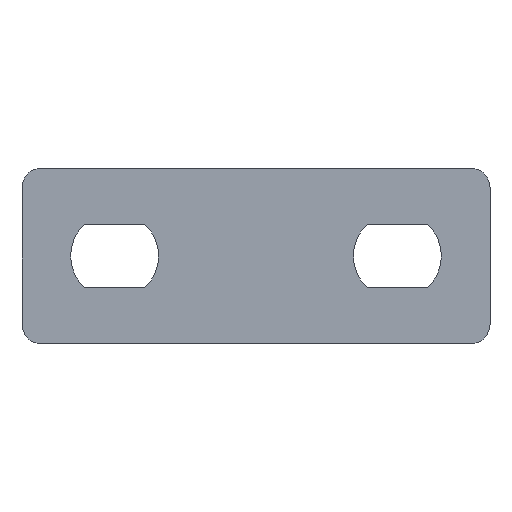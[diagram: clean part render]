
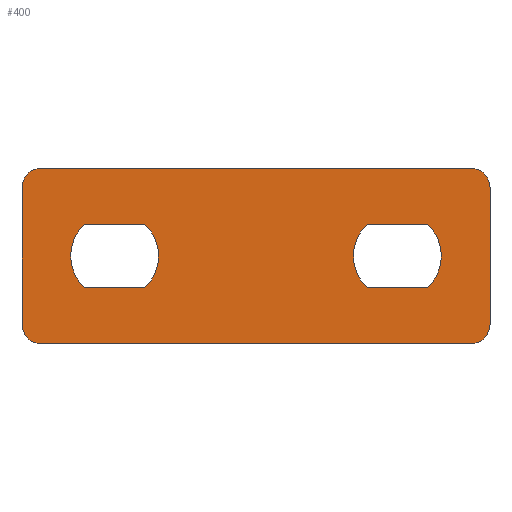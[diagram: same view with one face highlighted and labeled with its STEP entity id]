
A CAD part, top view. The second image highlights one B-rep face of the part: STEP entity #400.
In plain terms, the highlighted planar face has unit normal (0, 0, 1).
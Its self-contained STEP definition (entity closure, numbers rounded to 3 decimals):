
#4 = CIRCLE ( 'NONE', #300, 4.5 ) ;
#27 = FACE_OUTER_BOUND ( 'NONE', #189, .T. ) ;
#31 = VECTOR ( 'NONE', #637, 1000. ) ;
#34 = LINE ( 'NONE', #489, #92 ) ;
#36 = CIRCLE ( 'NONE', #302, 4.5 ) ;
#39 = LINE ( 'NONE', #590, #46 ) ;
#40 = LINE ( 'NONE', #573, #90 ) ;
#46 = VECTOR ( 'NONE', #589, 1000. ) ;
#47 = CIRCLE ( 'NONE', #307, 2. ) ;
#51 = VECTOR ( 'NONE', #615, 1000. ) ;
#53 = LINE ( 'NONE', #617, #51 ) ;
#63 = FACE_BOUND ( 'NONE', #186, .T. ) ;
#70 = LINE ( 'NONE', #625, #31 ) ;
#76 = VECTOR ( 'NONE', #577, 1000. ) ;
#78 = VECTOR ( 'NONE', #547, 1000. ) ;
#84 = LINE ( 'NONE', #578, #78 ) ;
#86 = VECTOR ( 'NONE', #568, 1000. ) ;
#88 = LINE ( 'NONE', #582, #76 ) ;
#89 = LINE ( 'NONE', #570, #86 ) ;
#90 = VECTOR ( 'NONE', #572, 1000. ) ;
#92 = VECTOR ( 'NONE', #638, 1000. ) ;
#93 = CIRCLE ( 'NONE', #304, 4.5 ) ;
#94 = CIRCLE ( 'NONE', #306, 2. ) ;
#99 = CIRCLE ( 'NONE', #308, 2. ) ;
#117 = CIRCLE ( 'NONE', #303, 4.5 ) ;
#124 = FACE_BOUND ( 'NONE', #157, .T. ) ;
#125 = VERTEX_POINT ( 'NONE', #502 ) ;
#127 = ORIENTED_EDGE ( 'NONE', *, *, #324, .T. ) ;
#128 = VERTEX_POINT ( 'NONE', #468 ) ;
#132 = VERTEX_POINT ( 'NONE', #454 ) ;
#135 = VERTEX_POINT ( 'NONE', #458 ) ;
#140 = ORIENTED_EDGE ( 'NONE', *, *, #359, .T. ) ;
#143 = ORIENTED_EDGE ( 'NONE', *, *, #360, .F. ) ;
#151 = ORIENTED_EDGE ( 'NONE', *, *, #335, .T. ) ;
#157 = EDGE_LOOP ( 'NONE', ( #182, #185, #140, #242 ) ) ;
#164 = ORIENTED_EDGE ( 'NONE', *, *, #354, .F. ) ;
#182 = ORIENTED_EDGE ( 'NONE', *, *, #356, .F. ) ;
#185 = ORIENTED_EDGE ( 'NONE', *, *, #358, .F. ) ;
#186 = EDGE_LOOP ( 'NONE', ( #164, #265, #143, #249 ) ) ;
#189 = EDGE_LOOP ( 'NONE', ( #127, #646, #645, #151, #649, #650, #653, #268 ) ) ;
#197 = VERTEX_POINT ( 'NONE', #414 ) ;
#199 = VERTEX_POINT ( 'NONE', #485 ) ;
#207 = VERTEX_POINT ( 'NONE', #453 ) ;
#213 = CIRCLE ( 'NONE', #311, 2. ) ;
#223 = VERTEX_POINT ( 'NONE', #410 ) ;
#225 = VERTEX_POINT ( 'NONE', #412 ) ;
#239 = VERTEX_POINT ( 'NONE', #423 ) ;
#242 = ORIENTED_EDGE ( 'NONE', *, *, #357, .F. ) ;
#249 = ORIENTED_EDGE ( 'NONE', *, *, #362, .F. ) ;
#251 = VERTEX_POINT ( 'NONE', #437 ) ;
#253 = VERTEX_POINT ( 'NONE', #422 ) ;
#255 = VERTEX_POINT ( 'NONE', #424 ) ;
#259 = VERTEX_POINT ( 'NONE', #450 ) ;
#260 = VERTEX_POINT ( 'NONE', #418 ) ;
#265 = ORIENTED_EDGE ( 'NONE', *, *, #361, .T. ) ;
#268 = ORIENTED_EDGE ( 'NONE', *, *, #332, .T. ) ;
#278 = VERTEX_POINT ( 'NONE', #415 ) ;
#300 = AXIS2_PLACEMENT_3D ( 'NONE', #555, #487, #430 ) ;
#302 = AXIS2_PLACEMENT_3D ( 'NONE', #560, #558, #556 ) ;
#303 = AXIS2_PLACEMENT_3D ( 'NONE', #566, #553, #576 ) ;
#304 = AXIS2_PLACEMENT_3D ( 'NONE', #425, #586, #581 ) ;
#305 = AXIS2_PLACEMENT_3D ( 'NONE', #462, #467, #439 ) ;
#306 = AXIS2_PLACEMENT_3D ( 'NONE', #417, #630, #621 ) ;
#307 = AXIS2_PLACEMENT_3D ( 'NONE', #432, #431, #616 ) ;
#308 = AXIS2_PLACEMENT_3D ( 'NONE', #614, #600, #613 ) ;
#311 = AXIS2_PLACEMENT_3D ( 'NONE', #492, #491, #490 ) ;
#322 = EDGE_CURVE ( 'NONE', #259, #225, #213, .T. ) ;
#324 = EDGE_CURVE ( 'NONE', #239, #259, #34, .T. ) ;
#330 = EDGE_CURVE ( 'NONE', #128, #251, #94, .T. ) ;
#331 = EDGE_CURVE ( 'NONE', #125, #128, #70, .T. ) ;
#332 = EDGE_CURVE ( 'NONE', #207, #239, #47, .T. ) ;
#335 = EDGE_CURVE ( 'NONE', #132, #125, #99, .T. ) ;
#338 = EDGE_CURVE ( 'NONE', #251, #207, #53, .T. ) ;
#354 = EDGE_CURVE ( 'NONE', #199, #135, #36, .T. ) ;
#355 = EDGE_CURVE ( 'NONE', #225, #132, #39, .T. ) ;
#356 = EDGE_CURVE ( 'NONE', #278, #197, #40, .T. ) ;
#357 = EDGE_CURVE ( 'NONE', #197, #255, #117, .T. ) ;
#358 = EDGE_CURVE ( 'NONE', #260, #278, #93, .T. ) ;
#359 = EDGE_CURVE ( 'NONE', #260, #255, #89, .T. ) ;
#360 = EDGE_CURVE ( 'NONE', #223, #253, #4, .T. ) ;
#361 = EDGE_CURVE ( 'NONE', #199, #253, #88, .T. ) ;
#362 = EDGE_CURVE ( 'NONE', #135, #223, #84, .T. ) ;
#400 = ADVANCED_FACE ( 'NONE', ( #27, #124, #63 ), #461, .T. ) ;
#410 = CARTESIAN_POINT ( 'NONE',  ( 11.388, 3.25, 1. ) ) ;
#412 = CARTESIAN_POINT ( 'NONE',  ( -22., -9., 1. ) ) ;
#414 = CARTESIAN_POINT ( 'NONE',  ( -11.388, -3.25, 1. ) ) ;
#415 = CARTESIAN_POINT ( 'NONE',  ( -17.612, -3.25, 1. ) ) ;
#417 = CARTESIAN_POINT ( 'NONE',  ( 22., 7., 1. ) ) ;
#418 = CARTESIAN_POINT ( 'NONE',  ( -17.612, 3.25, 1. ) ) ;
#422 = CARTESIAN_POINT ( 'NONE',  ( 11.388, -3.25, 1. ) ) ;
#423 = CARTESIAN_POINT ( 'NONE',  ( -24., 7., 1. ) ) ;
#424 = CARTESIAN_POINT ( 'NONE',  ( -11.388, 3.25, 1. ) ) ;
#425 = CARTESIAN_POINT ( 'NONE',  ( -14.5, 0., 1. ) ) ;
#430 = DIRECTION ( 'NONE',  ( 1., 0., 0. ) ) ;
#431 = DIRECTION ( 'NONE',  ( 0., 0., 1. ) ) ;
#432 = CARTESIAN_POINT ( 'NONE',  ( -22., 7., 1. ) ) ;
#437 = CARTESIAN_POINT ( 'NONE',  ( 22., 9., 1. ) ) ;
#439 = DIRECTION ( 'NONE',  ( 1., 0., 0. ) ) ;
#450 = CARTESIAN_POINT ( 'NONE',  ( -24., -7., 1. ) ) ;
#453 = CARTESIAN_POINT ( 'NONE',  ( -22., 9., 1. ) ) ;
#454 = CARTESIAN_POINT ( 'NONE',  ( 22., -9., 1. ) ) ;
#458 = CARTESIAN_POINT ( 'NONE',  ( 17.612, 3.25, 1. ) ) ;
#461 = PLANE ( 'NONE',  #305 ) ;
#462 = CARTESIAN_POINT ( 'NONE',  ( -24., -9., 1. ) ) ;
#467 = DIRECTION ( 'NONE',  ( 0., 0., 1. ) ) ;
#468 = CARTESIAN_POINT ( 'NONE',  ( 24., 7., 1. ) ) ;
#485 = CARTESIAN_POINT ( 'NONE',  ( 17.612, -3.25, 1. ) ) ;
#487 = DIRECTION ( 'NONE',  ( 0., 0., 1. ) ) ;
#489 = CARTESIAN_POINT ( 'NONE',  ( -24., 9., 1. ) ) ;
#490 = DIRECTION ( 'NONE',  ( 1., 0., 0. ) ) ;
#491 = DIRECTION ( 'NONE',  ( 0., 0., 1. ) ) ;
#492 = CARTESIAN_POINT ( 'NONE',  ( -22., -7., 1. ) ) ;
#502 = CARTESIAN_POINT ( 'NONE',  ( 24., -7., 1. ) ) ;
#547 = DIRECTION ( 'NONE',  ( -1., 0., 0. ) ) ;
#553 = DIRECTION ( 'NONE',  ( 0., 0., 1. ) ) ;
#555 = CARTESIAN_POINT ( 'NONE',  ( 14.5, 0., 1. ) ) ;
#556 = DIRECTION ( 'NONE',  ( 1., 0., 0. ) ) ;
#558 = DIRECTION ( 'NONE',  ( 0., 0., 1. ) ) ;
#560 = CARTESIAN_POINT ( 'NONE',  ( 14.5, 0., 1. ) ) ;
#566 = CARTESIAN_POINT ( 'NONE',  ( -14.5, 0., 1. ) ) ;
#568 = DIRECTION ( 'NONE',  ( 1., 0., 0. ) ) ;
#570 = CARTESIAN_POINT ( 'NONE',  ( 0., 3.25, 1. ) ) ;
#572 = DIRECTION ( 'NONE',  ( 1., 0., 0. ) ) ;
#573 = CARTESIAN_POINT ( 'NONE',  ( 0., -3.25, 1. ) ) ;
#576 = DIRECTION ( 'NONE',  ( 1., 0., 0. ) ) ;
#577 = DIRECTION ( 'NONE',  ( -1., 0., 0. ) ) ;
#578 = CARTESIAN_POINT ( 'NONE',  ( 0., 3.25, 1. ) ) ;
#581 = DIRECTION ( 'NONE',  ( 1., 0., 0. ) ) ;
#582 = CARTESIAN_POINT ( 'NONE',  ( 0., -3.25, 1. ) ) ;
#586 = DIRECTION ( 'NONE',  ( 0., 0., 1. ) ) ;
#589 = DIRECTION ( 'NONE',  ( 1., 0., 0. ) ) ;
#590 = CARTESIAN_POINT ( 'NONE',  ( -24., -9., 1. ) ) ;
#600 = DIRECTION ( 'NONE',  ( 0., 0., 1. ) ) ;
#613 = DIRECTION ( 'NONE',  ( 1., 0., 0. ) ) ;
#614 = CARTESIAN_POINT ( 'NONE',  ( 22., -7., 1. ) ) ;
#615 = DIRECTION ( 'NONE',  ( -1., 0., 0. ) ) ;
#616 = DIRECTION ( 'NONE',  ( 1., 0., 0. ) ) ;
#617 = CARTESIAN_POINT ( 'NONE',  ( 24., 9., 1. ) ) ;
#621 = DIRECTION ( 'NONE',  ( 1., 0., 0. ) ) ;
#625 = CARTESIAN_POINT ( 'NONE',  ( 24., -9., 1. ) ) ;
#630 = DIRECTION ( 'NONE',  ( 0., 0., 1. ) ) ;
#637 = DIRECTION ( 'NONE',  ( 0., 1., 0. ) ) ;
#638 = DIRECTION ( 'NONE',  ( 0., -1., 0. ) ) ;
#645 = ORIENTED_EDGE ( 'NONE', *, *, #355, .T. ) ;
#646 = ORIENTED_EDGE ( 'NONE', *, *, #322, .T. ) ;
#649 = ORIENTED_EDGE ( 'NONE', *, *, #331, .T. ) ;
#650 = ORIENTED_EDGE ( 'NONE', *, *, #330, .T. ) ;
#653 = ORIENTED_EDGE ( 'NONE', *, *, #338, .T. ) ;
